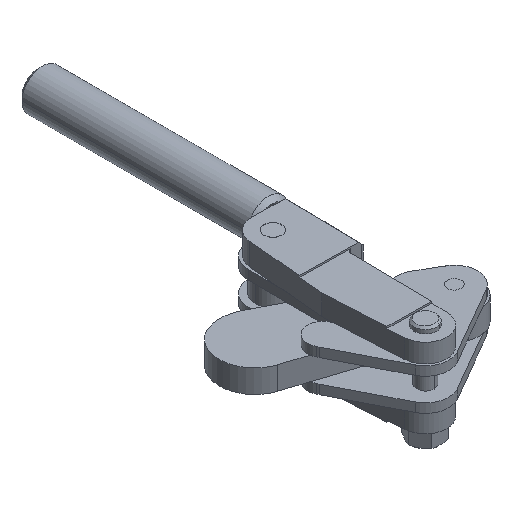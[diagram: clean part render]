
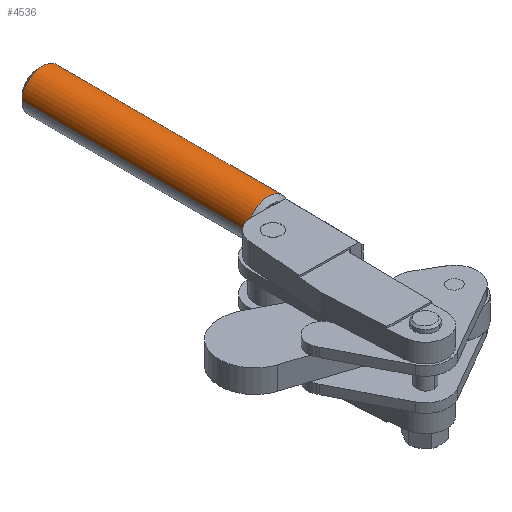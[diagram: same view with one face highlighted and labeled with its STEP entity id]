
A CAD part, isometric view. The second image highlights one B-rep face of the part: STEP entity #4536.
In plain terms, the highlighted cylindrical face has radius 10.85 mm (diameter 21.7 mm), a partial arc.
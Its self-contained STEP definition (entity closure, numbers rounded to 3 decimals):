
#604 = CARTESIAN_POINT ( 'NONE',  ( 30.608, 108.528, 0. ) ) ;
#798 = CARTESIAN_POINT ( 'NONE',  ( 22.713, 231.973, 0. ) ) ;
#982 = VERTEX_POINT ( 'NONE', #3074 ) ;
#1048 = EDGE_CURVE ( 'NONE', #2930, #1451, #3450, .T. ) ;
#1159 = CARTESIAN_POINT ( 'NONE',  ( 41.52, 110.987, 0. ) ) ;
#1162 = DIRECTION ( 'NONE',  ( 0.024, 1., 0. ) ) ;
#1231 = AXIS2_PLACEMENT_3D ( 'NONE', #604, #4935, #2350 ) ;
#1377 = ORIENTED_EDGE ( 'NONE', *, *, #2435, .T. ) ;
#1451 = VERTEX_POINT ( 'NONE', #798 ) ;
#1597 = DIRECTION ( 'NONE',  ( -1., 0.024, 0. ) ) ;
#1609 = CARTESIAN_POINT ( 'NONE',  ( 33.56, 231.713, 0. ) ) ;
#1734 = CIRCLE ( 'NONE', #2122, 10.85 ) ;
#1742 = LINE ( 'NONE', #2866, #2920 ) ;
#1954 = CARTESIAN_POINT ( 'NONE',  ( 30.673, 111.247, 0. ) ) ;
#2122 = AXIS2_PLACEMENT_3D ( 'NONE', #1954, #1162, #1597 ) ;
#2350 = DIRECTION ( 'NONE',  ( -1., 0.024, 0. ) ) ;
#2435 = EDGE_CURVE ( 'NONE', #982, #3080, #1734, .T. ) ;
#2740 = EDGE_LOOP ( 'NONE', ( #1377, #3935, #5570, #3312 ) ) ;
#2866 = CARTESIAN_POINT ( 'NONE',  ( 19.761, 108.788, 0. ) ) ;
#2920 = VECTOR ( 'NONE', #2991, 1000. ) ;
#2930 = VERTEX_POINT ( 'NONE', #3227 ) ;
#2991 = DIRECTION ( 'NONE',  ( 0.024, 1., 0. ) ) ;
#3074 = CARTESIAN_POINT ( 'NONE',  ( 19.826, 111.507, 0. ) ) ;
#3080 = VERTEX_POINT ( 'NONE', #1159 ) ;
#3227 = CARTESIAN_POINT ( 'NONE',  ( 44.406, 231.453, 0. ) ) ;
#3244 = VECTOR ( 'NONE', #3713, 1000. ) ;
#3252 = EDGE_CURVE ( 'NONE', #3080, #2930, #5558, .T. ) ;
#3312 = ORIENTED_EDGE ( 'NONE', *, *, #4694, .F. ) ;
#3333 = DIRECTION ( 'NONE',  ( 1., -0.024, 0. ) ) ;
#3450 = CIRCLE ( 'NONE', #4354, 10.85 ) ;
#3713 = DIRECTION ( 'NONE',  ( 0.024, 1., 0. ) ) ;
#3935 = ORIENTED_EDGE ( 'NONE', *, *, #3252, .T. ) ;
#3992 = FACE_OUTER_BOUND ( 'NONE', #2740, .T. ) ;
#4118 = CARTESIAN_POINT ( 'NONE',  ( 41.455, 108.268, 0. ) ) ;
#4354 = AXIS2_PLACEMENT_3D ( 'NONE', #1609, #4650, #3333 ) ;
#4536 = ADVANCED_FACE ( 'NONE', ( #3992 ), #5015, .T. ) ;
#4650 = DIRECTION ( 'NONE',  ( -0.024, -1., 0. ) ) ;
#4694 = EDGE_CURVE ( 'NONE', #982, #1451, #1742, .T. ) ;
#4935 = DIRECTION ( 'NONE',  ( 0.024, 1., 0. ) ) ;
#5015 = CYLINDRICAL_SURFACE ( 'NONE', #1231, 10.85 ) ;
#5558 = LINE ( 'NONE', #4118, #3244 ) ;
#5570 = ORIENTED_EDGE ( 'NONE', *, *, #1048, .T. ) ;
